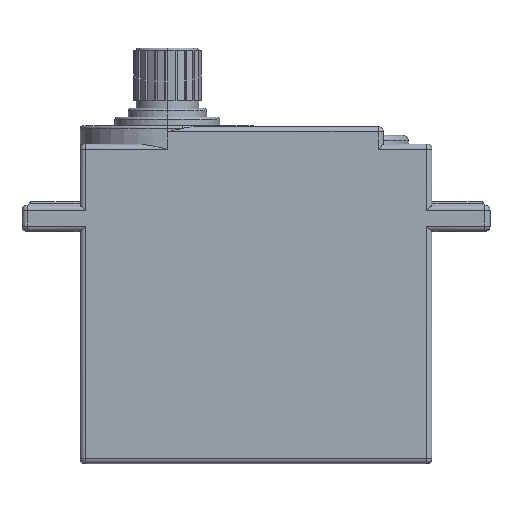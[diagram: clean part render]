
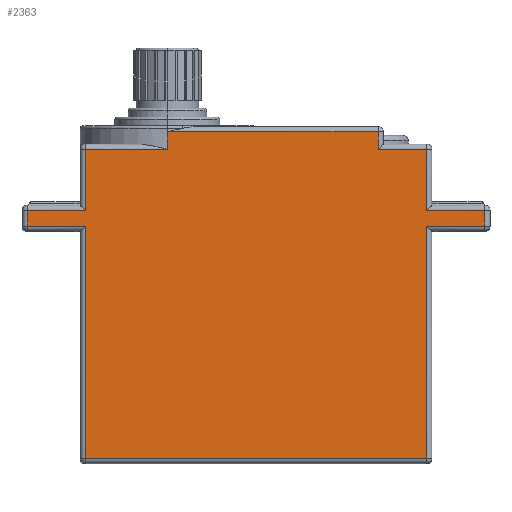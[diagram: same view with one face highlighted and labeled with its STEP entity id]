
A CAD part, top view. The second image highlights one B-rep face of the part: STEP entity #2363.
In plain terms, the highlighted planar face has unit normal (0, 0, 1).
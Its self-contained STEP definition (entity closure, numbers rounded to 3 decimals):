
#324 = VERTEX_POINT ( 'NONE', #3368 ) ;
#359 = VERTEX_POINT ( 'NONE', #3410 ) ;
#413 = EDGE_CURVE ( 'NONE', #324, #359, #3537, .T. ) ;
#2317 = EDGE_CURVE ( 'NONE', #2370, #2356, #8526, .T. ) ;
#2353 = ORIENTED_EDGE ( 'NONE', *, *, #2477, .T. ) ;
#2354 = VERTEX_POINT ( 'NONE', #8639 ) ;
#2356 = VERTEX_POINT ( 'NONE', #8638 ) ;
#2362 = ORIENTED_EDGE ( 'NONE', *, *, #2365, .T. ) ;
#2363 = ADVANCED_FACE ( 'NONE', ( #8626 ), #8676, .F. ) ;
#2364 = EDGE_CURVE ( 'NONE', #359, #2354, #8672, .T. ) ;
#2365 = EDGE_CURVE ( 'NONE', #2356, #324, #8618, .T. ) ;
#2369 = ORIENTED_EDGE ( 'NONE', *, *, #2317, .T. ) ;
#2370 = VERTEX_POINT ( 'NONE', #8620 ) ;
#2371 = VERTEX_POINT ( 'NONE', #8673 ) ;
#2374 = VERTEX_POINT ( 'NONE', #8656 ) ;
#2375 = ORIENTED_EDGE ( 'NONE', *, *, #2397, .T. ) ;
#2377 = VERTEX_POINT ( 'NONE', #8660 ) ;
#2380 = ORIENTED_EDGE ( 'NONE', *, *, #2560, .T. ) ;
#2385 = VERTEX_POINT ( 'NONE', #8659 ) ;
#2386 = EDGE_CURVE ( 'NONE', #2393, #2392, #8691, .T. ) ;
#2387 = ORIENTED_EDGE ( 'NONE', *, *, #2389, .T. ) ;
#2388 = ORIENTED_EDGE ( 'NONE', *, *, #2395, .T. ) ;
#2389 = EDGE_CURVE ( 'NONE', #2394, #2393, #8657, .T. ) ;
#2390 = VERTEX_POINT ( 'NONE', #8692 ) ;
#2391 = EDGE_CURVE ( 'NONE', #2478, #2559, #8686, .T. ) ;
#2392 = VERTEX_POINT ( 'NONE', #8685 ) ;
#2393 = VERTEX_POINT ( 'NONE', #8684 ) ;
#2394 = VERTEX_POINT ( 'NONE', #8683 ) ;
#2395 = EDGE_CURVE ( 'NONE', #2354, #2394, #8740, .T. ) ;
#2396 = ORIENTED_EDGE ( 'NONE', *, *, #2364, .T. ) ;
#2397 = EDGE_CURVE ( 'NONE', #2385, #2374, #8704, .T. ) ;
#2398 = ORIENTED_EDGE ( 'NONE', *, *, #2558, .T. ) ;
#2477 = EDGE_CURVE ( 'NONE', #2392, #2390, #8875, .T. ) ;
#2478 = VERTEX_POINT ( 'NONE', #8879 ) ;
#2479 = ORIENTED_EDGE ( 'NONE', *, *, #2386, .T. ) ;
#2480 = ORIENTED_EDGE ( 'NONE', *, *, #2511, .T. ) ;
#2481 = EDGE_CURVE ( 'NONE', #2371, #2377, #8881, .T. ) ;
#2483 = ORIENTED_EDGE ( 'NONE', *, *, #2487, .T. ) ;
#2484 = ORIENTED_EDGE ( 'NONE', *, *, #2481, .T. ) ;
#2487 = EDGE_CURVE ( 'NONE', #2559, #2371, #8857, .T. ) ;
#2495 = ORIENTED_EDGE ( 'NONE', *, *, #2391, .T. ) ;
#2497 = EDGE_CURVE ( 'NONE', #2500, #2370, #8909, .T. ) ;
#2500 = VERTEX_POINT ( 'NONE', #8913 ) ;
#2504 = ORIENTED_EDGE ( 'NONE', *, *, #2497, .T. ) ;
#2511 = EDGE_CURVE ( 'NONE', #2377, #2500, #8945, .T. ) ;
#2558 = EDGE_CURVE ( 'NONE', #2390, #2385, #9015, .T. ) ;
#2559 = VERTEX_POINT ( 'NONE', #8995 ) ;
#2560 = EDGE_CURVE ( 'NONE', #2374, #2478, #8993, .T. ) ;
#3368 = CARTESIAN_POINT ( 'NONE',  ( 10., 38., 0. ) ) ;
#3410 = CARTESIAN_POINT ( 'NONE',  ( 10., 36., 0. ) ) ;
#3534 = VECTOR ( 'NONE', #3541, 1000. ) ;
#3535 = CARTESIAN_POINT ( 'NONE',  ( 10., 38.6, 0. ) ) ;
#3537 = LINE ( 'NONE', #3535, #3534 ) ;
#3541 = DIRECTION ( 'NONE',  ( 0., -1., 0. ) ) ;
#8526 = LINE ( 'NONE', #8576, #8575 ) ;
#8574 = DIRECTION ( 'NONE',  ( 0., 1., 0. ) ) ;
#8575 = VECTOR ( 'NONE', #8574, 1000. ) ;
#8576 = CARTESIAN_POINT ( 'NONE',  ( 34.142, 36.6, 0. ) ) ;
#8618 = LINE ( 'NONE', #8664, #8663 ) ;
#8619 = CARTESIAN_POINT ( 'NONE',  ( 0., 36., 0. ) ) ;
#8620 = CARTESIAN_POINT ( 'NONE',  ( 34.142, 36., 0. ) ) ;
#8626 = FACE_OUTER_BOUND ( 'NONE', #9323, .T. ) ;
#8629 = AXIS2_PLACEMENT_3D ( 'NONE', #8671, #8670, #8669 ) ;
#8638 = CARTESIAN_POINT ( 'NONE',  ( 34.142, 38., 0. ) ) ;
#8639 = CARTESIAN_POINT ( 'NONE',  ( 0.6, 36., 0. ) ) ;
#8656 = CARTESIAN_POINT ( 'NONE',  ( 39.7, 0.6, 0. ) ) ;
#8657 = LINE ( 'NONE', #8666, #8687 ) ;
#8659 = CARTESIAN_POINT ( 'NONE',  ( 0.6, 0.6, 0. ) ) ;
#8660 = CARTESIAN_POINT ( 'NONE',  ( 39.7, 29., 0. ) ) ;
#8662 = DIRECTION ( 'NONE',  ( -1., 0., 0. ) ) ;
#8663 = VECTOR ( 'NONE', #8662, 1000. ) ;
#8664 = CARTESIAN_POINT ( 'NONE',  ( 10., 38., 0. ) ) ;
#8665 = DIRECTION ( 'NONE',  ( -1., 0., 0. ) ) ;
#8666 = CARTESIAN_POINT ( 'NONE',  ( 0., 29., 0. ) ) ;
#8667 = DIRECTION ( 'NONE',  ( -1., 0., 0. ) ) ;
#8668 = VECTOR ( 'NONE', #8667, 1000. ) ;
#8669 = DIRECTION ( 'NONE',  ( -1., 0., 0. ) ) ;
#8670 = DIRECTION ( 'NONE',  ( 0., 0., -1. ) ) ;
#8671 = CARTESIAN_POINT ( 'NONE',  ( 0., 36.6, 0. ) ) ;
#8672 = LINE ( 'NONE', #8619, #8668 ) ;
#8673 = CARTESIAN_POINT ( 'NONE',  ( 46.35, 29., 0. ) ) ;
#8676 = PLANE ( 'NONE',  #8629 ) ;
#8680 = DIRECTION ( 'NONE',  ( 1., 0., 0. ) ) ;
#8681 = VECTOR ( 'NONE', #8680, 1000. ) ;
#8682 = CARTESIAN_POINT ( 'NONE',  ( 0., 27.2, 0. ) ) ;
#8683 = CARTESIAN_POINT ( 'NONE',  ( 0.6, 29., 0. ) ) ;
#8684 = CARTESIAN_POINT ( 'NONE',  ( -6.05, 29., 0. ) ) ;
#8685 = CARTESIAN_POINT ( 'NONE',  ( -6.05, 27.2, 0. ) ) ;
#8686 = LINE ( 'NONE', #8682, #8681 ) ;
#8687 = VECTOR ( 'NONE', #8665, 1000. ) ;
#8688 = DIRECTION ( 'NONE',  ( 0., -1., 0. ) ) ;
#8689 = VECTOR ( 'NONE', #8688, 1000. ) ;
#8690 = CARTESIAN_POINT ( 'NONE',  ( -6.05, 36.6, 0. ) ) ;
#8691 = LINE ( 'NONE', #8690, #8689 ) ;
#8692 = CARTESIAN_POINT ( 'NONE',  ( 0.6, 27.2, 0. ) ) ;
#8693 = VECTOR ( 'NONE', #8734, 1000. ) ;
#8703 = CARTESIAN_POINT ( 'NONE',  ( 40.3, 0.6, 0. ) ) ;
#8704 = LINE ( 'NONE', #8703, #8693 ) ;
#8734 = DIRECTION ( 'NONE',  ( 1., 0., 0. ) ) ;
#8736 = DIRECTION ( 'NONE',  ( 0., -1., 0. ) ) ;
#8737 = VECTOR ( 'NONE', #8736, 1000. ) ;
#8738 = CARTESIAN_POINT ( 'NONE',  ( 0.6, 36.6, 0. ) ) ;
#8740 = LINE ( 'NONE', #8738, #8737 ) ;
#8857 = LINE ( 'NONE', #8920, #8919 ) ;
#8864 = DIRECTION ( 'NONE',  ( -1., 0., 0. ) ) ;
#8865 = VECTOR ( 'NONE', #8864, 1000. ) ;
#8867 = DIRECTION ( 'NONE',  ( 1., 0., 0. ) ) ;
#8868 = VECTOR ( 'NONE', #8867, 1000. ) ;
#8875 = LINE ( 'NONE', #8876, #8868 ) ;
#8876 = CARTESIAN_POINT ( 'NONE',  ( 0., 27.2, 0. ) ) ;
#8879 = CARTESIAN_POINT ( 'NONE',  ( 39.7, 27.2, 0. ) ) ;
#8880 = CARTESIAN_POINT ( 'NONE',  ( 0., 29., 0. ) ) ;
#8881 = LINE ( 'NONE', #8880, #8865 ) ;
#8892 = DIRECTION ( 'NONE',  ( 0., 1., 0. ) ) ;
#8893 = CARTESIAN_POINT ( 'NONE',  ( 39.7, 36.6, 0. ) ) ;
#8904 = DIRECTION ( 'NONE',  ( -1., 0., 0. ) ) ;
#8905 = VECTOR ( 'NONE', #8904, 1000. ) ;
#8909 = LINE ( 'NONE', #8916, #8905 ) ;
#8913 = CARTESIAN_POINT ( 'NONE',  ( 39.7, 36., 0. ) ) ;
#8916 = CARTESIAN_POINT ( 'NONE',  ( 0., 36., 0. ) ) ;
#8918 = DIRECTION ( 'NONE',  ( 0., 1., 0. ) ) ;
#8919 = VECTOR ( 'NONE', #8918, 1000. ) ;
#8920 = CARTESIAN_POINT ( 'NONE',  ( 46.35, 29.6, 0. ) ) ;
#8943 = VECTOR ( 'NONE', #8892, 1000. ) ;
#8945 = LINE ( 'NONE', #8893, #8943 ) ;
#8985 = VECTOR ( 'NONE', #8988, 1000. ) ;
#8988 = DIRECTION ( 'NONE',  ( 0., 1., 0. ) ) ;
#8989 = CARTESIAN_POINT ( 'NONE',  ( 39.7, 36.6, 0. ) ) ;
#8990 = DIRECTION ( 'NONE',  ( 0., -1., 0. ) ) ;
#8991 = VECTOR ( 'NONE', #8990, 1000. ) ;
#8992 = CARTESIAN_POINT ( 'NONE',  ( 0.6, 36.6, 0. ) ) ;
#8993 = LINE ( 'NONE', #8989, #8985 ) ;
#8995 = CARTESIAN_POINT ( 'NONE',  ( 46.35, 27.2, 0. ) ) ;
#9015 = LINE ( 'NONE', #8992, #8991 ) ;
#9323 = EDGE_LOOP ( 'NONE', ( #2369, #2362, #9325, #2396, #2388, #2387, #2479, #2353, #2398, #2375, #2380, #2495, #2483, #2484, #2480, #2504 ) ) ;
#9325 = ORIENTED_EDGE ( 'NONE', *, *, #413, .T. ) ;
